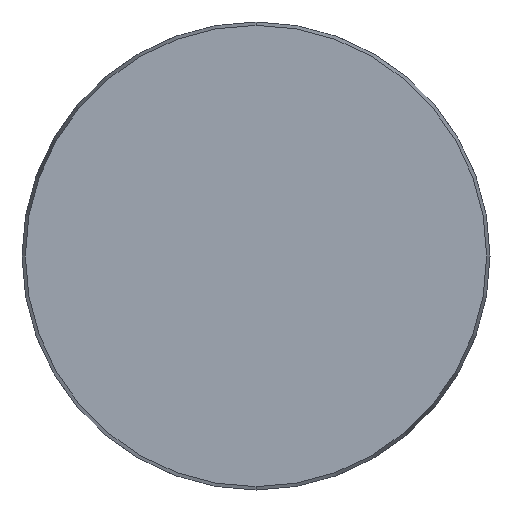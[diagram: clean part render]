
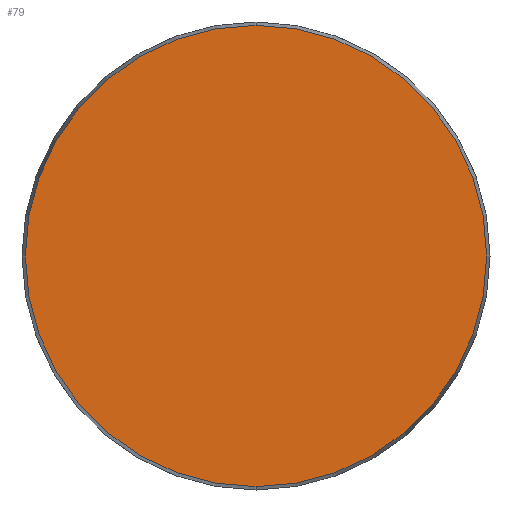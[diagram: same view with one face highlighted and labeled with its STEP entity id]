
A CAD part, front view. The second image highlights one B-rep face of the part: STEP entity #79.
In plain terms, the highlighted planar face has unit normal (0, -1, 0).
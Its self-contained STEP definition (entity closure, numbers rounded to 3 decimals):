
#31 = ORIENTED_EDGE ( 'NONE', *, *, #449, .T. ) ;
#57 = CARTESIAN_POINT ( 'NONE',  ( -59.143, 0., 0. ) ) ;
#67 = DIRECTION ( 'NONE',  ( 0., 0., -1. ) ) ;
#79 = ADVANCED_FACE ( 'NONE', ( #301 ), #192, .F. ) ;
#84 = VERTEX_POINT ( 'NONE', #312 ) ;
#125 = CARTESIAN_POINT ( 'NONE',  ( 0., 0., 0. ) ) ;
#139 = DIRECTION ( 'NONE',  ( 0., -1., 0. ) ) ;
#143 = CIRCLE ( 'NONE', #621, 59.143 ) ;
#177 = EDGE_CURVE ( 'NONE', #84, #517, #143, .T. ) ;
#180 = CARTESIAN_POINT ( 'NONE',  ( 0., 0., -59.143 ) ) ;
#184 = ORIENTED_EDGE ( 'NONE', *, *, #177, .T. ) ;
#192 = PLANE ( 'NONE',  #267 ) ;
#256 = DIRECTION ( 'NONE',  ( 0., 0., 1. ) ) ;
#267 = AXIS2_PLACEMENT_3D ( 'NONE', #57, #304, #256 ) ;
#301 = FACE_OUTER_BOUND ( 'NONE', #487, .T. ) ;
#304 = DIRECTION ( 'NONE',  ( 0., 1., 0. ) ) ;
#312 = CARTESIAN_POINT ( 'NONE',  ( 0., 0., 59.143 ) ) ;
#386 = DIRECTION ( 'NONE',  ( 0., 0., -1. ) ) ;
#401 = CIRCLE ( 'NONE', #756, 59.143 ) ;
#449 = EDGE_CURVE ( 'NONE', #517, #84, #401, .T. ) ;
#451 = CARTESIAN_POINT ( 'NONE',  ( 0., 0., 0. ) ) ;
#487 = EDGE_LOOP ( 'NONE', ( #184, #31 ) ) ;
#517 = VERTEX_POINT ( 'NONE', #180 ) ;
#569 = DIRECTION ( 'NONE',  ( 0., -1., 0. ) ) ;
#621 = AXIS2_PLACEMENT_3D ( 'NONE', #451, #139, #67 ) ;
#756 = AXIS2_PLACEMENT_3D ( 'NONE', #125, #569, #386 ) ;
